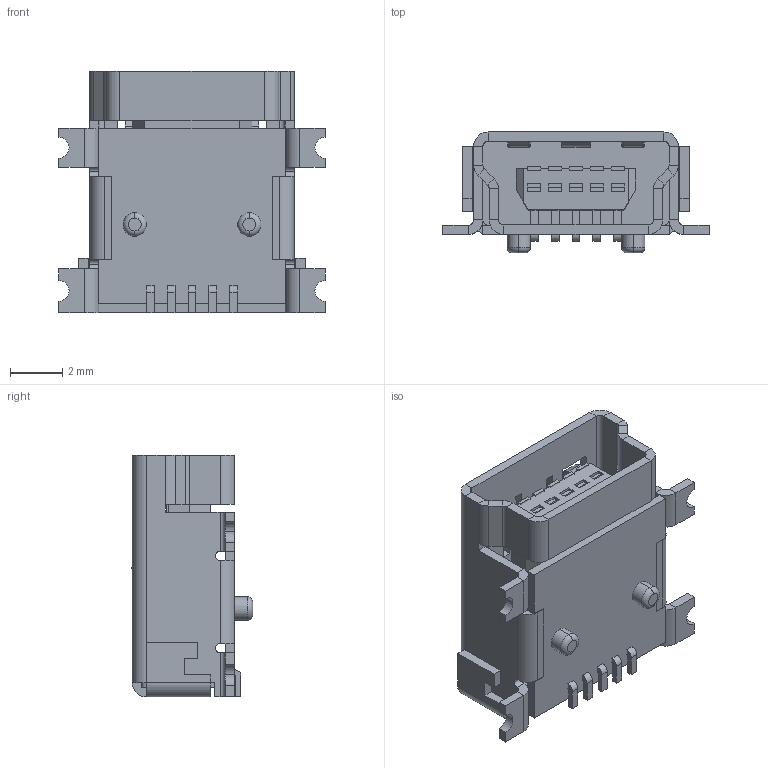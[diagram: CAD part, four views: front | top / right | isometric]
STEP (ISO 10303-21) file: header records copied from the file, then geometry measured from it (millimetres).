
FILE_DESCRIPTION (( 'STEP AP214' ), '1' );
FILE_NAME ('EDAC-690-005-299-043.step.step', '2014-11-04T16:07:09', ( 'Windows User' ), ( '' ), 'SwSTEP 2.0', 'SolidWorks 2014', '' );
FILE_SCHEMA (( 'AUTOMOTIVE_DESIGN' ));
Length unit declared in the file: millimetre
Products named in the file (1): EDAC-690-005-299-043.step
Bounding box: 10.25 x 4.67 x 9.3 mm (x, y, z)
Volume: 145.6 mm3; surface area: 716.9 mm2
Topology: 20 solids, 20 shells, 427 faces, 976 edges, 592 vertices
Faces by surface type: plane 321, cylinder 84, bspline 18, torus 4
Entity records: 13934 total; most frequent: CARTESIAN_POINT 2308, ORIENTED_EDGE 1952, DIRECTION 1870, EDGE_CURVE 976, LINE 770, VECTOR 770, VERTEX_POINT 592, AXIS2_PLACEMENT_3D 550
